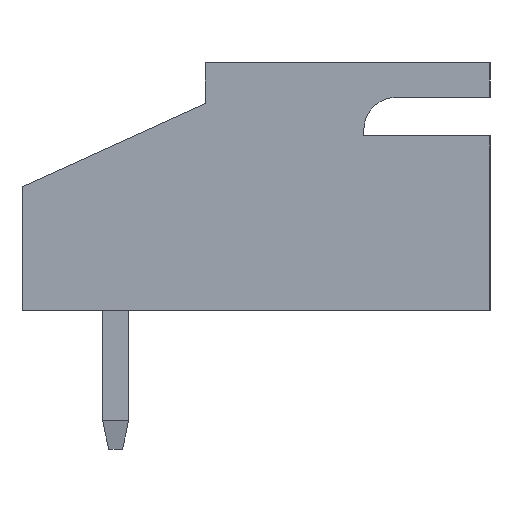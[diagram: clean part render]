
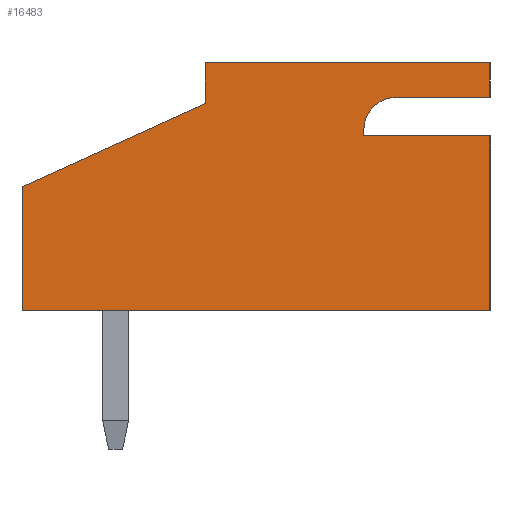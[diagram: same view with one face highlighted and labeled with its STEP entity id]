
A CAD part, left-side view. The second image highlights one B-rep face of the part: STEP entity #16483.
In plain terms, the highlighted planar face has unit normal (-1, 0, 0).
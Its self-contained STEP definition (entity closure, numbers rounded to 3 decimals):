
#91 = VERTEX_POINT ( 'NONE', #15622 ) ;
#163 = CARTESIAN_POINT ( 'NONE',  ( -6.2, 1.25, 6.1 ) ) ;
#437 = VERTEX_POINT ( 'NONE', #13024 ) ;
#613 = AXIS2_PLACEMENT_3D ( 'NONE', #6989, #8479, #14156 ) ;
#720 = DIRECTION ( 'NONE',  ( 0., 0., -1. ) ) ;
#748 = DIRECTION ( 'NONE',  ( 0., 0., -1. ) ) ;
#1076 = CARTESIAN_POINT ( 'NONE',  ( -6.2, -5.75, 4.3 ) ) ;
#1600 = ORIENTED_EDGE ( 'NONE', *, *, #5901, .T. ) ;
#2034 = LINE ( 'NONE', #16001, #8495 ) ;
#2078 = ORIENTED_EDGE ( 'NONE', *, *, #15949, .T. ) ;
#2083 = CARTESIAN_POINT ( 'NONE',  ( -6.2, 5.75, 3.05 ) ) ;
#2088 = ORIENTED_EDGE ( 'NONE', *, *, #18123, .T. ) ;
#2183 = DIRECTION ( 'NONE',  ( 0., -1., 0. ) ) ;
#2727 = CIRCLE ( 'NONE', #15427, 0.8 ) ;
#2770 = EDGE_CURVE ( 'NONE', #91, #15289, #2969, .T. ) ;
#2785 = VECTOR ( 'NONE', #15640, 1000. ) ;
#2969 = LINE ( 'NONE', #15740, #2785 ) ;
#3466 = CARTESIAN_POINT ( 'NONE',  ( -6.2, -3.45, 5.25 ) ) ;
#3489 = CARTESIAN_POINT ( 'NONE',  ( -6.2, -2.65, 4.45 ) ) ;
#3769 = LINE ( 'NONE', #5438, #6157 ) ;
#3812 = ORIENTED_EDGE ( 'NONE', *, *, #8176, .T. ) ;
#3876 = LINE ( 'NONE', #15164, #13757 ) ;
#4758 = VERTEX_POINT ( 'NONE', #1076 ) ;
#4763 = CARTESIAN_POINT ( 'NONE',  ( -6.2, -2.65, 4.3 ) ) ;
#4802 = LINE ( 'NONE', #10449, #18177 ) ;
#5083 = DIRECTION ( 'NONE',  ( 0., -1., 0. ) ) ;
#5199 = EDGE_CURVE ( 'NONE', #4758, #7816, #10371, .T. ) ;
#5438 = CARTESIAN_POINT ( 'NONE',  ( -6.2, -5.75, 6.1 ) ) ;
#5447 = EDGE_CURVE ( 'NONE', #6375, #91, #3769, .T. ) ;
#5901 = EDGE_CURVE ( 'NONE', #4758, #8086, #8728, .T. ) ;
#6144 = ORIENTED_EDGE ( 'NONE', *, *, #13131, .T. ) ;
#6157 = VECTOR ( 'NONE', #5083, 1000. ) ;
#6182 = DIRECTION ( 'NONE',  ( 0., 0., 1. ) ) ;
#6375 = VERTEX_POINT ( 'NONE', #163 ) ;
#6525 = DIRECTION ( 'NONE',  ( 1., 0., 0. ) ) ;
#6601 = CARTESIAN_POINT ( 'NONE',  ( -6.2, -5.75, 0. ) ) ;
#6779 = EDGE_CURVE ( 'NONE', #437, #11531, #17552, .T. ) ;
#6989 = CARTESIAN_POINT ( 'NONE',  ( -6.2, -5.75, 6.1 ) ) ;
#7623 = CARTESIAN_POINT ( 'NONE',  ( -6.2, -5.75, 5.25 ) ) ;
#7667 = CARTESIAN_POINT ( 'NONE',  ( -6.2, -5.75, 0. ) ) ;
#7699 = DIRECTION ( 'NONE',  ( 0., 0.91, -0.415 ) ) ;
#7816 = VERTEX_POINT ( 'NONE', #6601 ) ;
#7883 = LINE ( 'NONE', #17738, #13649 ) ;
#8086 = VERTEX_POINT ( 'NONE', #16149 ) ;
#8176 = EDGE_CURVE ( 'NONE', #13528, #15289, #7883, .T. ) ;
#8412 = EDGE_CURVE ( 'NONE', #12534, #13528, #2727, .T. ) ;
#8479 = DIRECTION ( 'NONE',  ( 1., 0., 0. ) ) ;
#8495 = VECTOR ( 'NONE', #6182, 1000. ) ;
#8728 = LINE ( 'NONE', #4763, #9362 ) ;
#8952 = CARTESIAN_POINT ( 'NONE',  ( -6.2, -5.75, 6.1 ) ) ;
#9015 = VERTEX_POINT ( 'NONE', #9351 ) ;
#9351 = CARTESIAN_POINT ( 'NONE',  ( -6.2, 5.75, 0. ) ) ;
#9362 = VECTOR ( 'NONE', #10411, 1000. ) ;
#9405 = FACE_OUTER_BOUND ( 'NONE', #13811, .T. ) ;
#10103 = ORIENTED_EDGE ( 'NONE', *, *, #5447, .F. ) ;
#10116 = LINE ( 'NONE', #7667, #13529 ) ;
#10371 = LINE ( 'NONE', #8952, #13245 ) ;
#10411 = DIRECTION ( 'NONE',  ( 0., 1., 0. ) ) ;
#10449 = CARTESIAN_POINT ( 'NONE',  ( -6.2, 5.75, 6.1 ) ) ;
#10520 = ORIENTED_EDGE ( 'NONE', *, *, #17908, .T. ) ;
#10894 = CARTESIAN_POINT ( 'NONE',  ( -6.2, 5.75, 3.05 ) ) ;
#11478 = DIRECTION ( 'NONE',  ( 0., 0., -1. ) ) ;
#11531 = VERTEX_POINT ( 'NONE', #10894 ) ;
#12534 = VERTEX_POINT ( 'NONE', #3489 ) ;
#13024 = CARTESIAN_POINT ( 'NONE',  ( -6.2, 1.25, 5.1 ) ) ;
#13131 = EDGE_CURVE ( 'NONE', #6375, #437, #3876, .T. ) ;
#13245 = VECTOR ( 'NONE', #748, 1000. ) ;
#13528 = VERTEX_POINT ( 'NONE', #3466 ) ;
#13529 = VECTOR ( 'NONE', #16293, 1000. ) ;
#13592 = DIRECTION ( 'NONE',  ( 0., 0., 1. ) ) ;
#13634 = ORIENTED_EDGE ( 'NONE', *, *, #8412, .T. ) ;
#13649 = VECTOR ( 'NONE', #2183, 1000. ) ;
#13757 = VECTOR ( 'NONE', #11478, 1000. ) ;
#13811 = EDGE_LOOP ( 'NONE', ( #6144, #16141, #2078, #10520, #18122, #1600, #2088, #13634, #3812, #17584, #10103 ) ) ;
#14156 = DIRECTION ( 'NONE',  ( 0., 0., -1. ) ) ;
#15061 = CARTESIAN_POINT ( 'NONE',  ( -6.2, -3.45, 4.45 ) ) ;
#15164 = CARTESIAN_POINT ( 'NONE',  ( -6.2, 1.25, 5.1 ) ) ;
#15289 = VERTEX_POINT ( 'NONE', #7623 ) ;
#15427 = AXIS2_PLACEMENT_3D ( 'NONE', #15061, #6525, #13592 ) ;
#15622 = CARTESIAN_POINT ( 'NONE',  ( -6.2, -5.75, 6.1 ) ) ;
#15640 = DIRECTION ( 'NONE',  ( 0., 0., -1. ) ) ;
#15740 = CARTESIAN_POINT ( 'NONE',  ( -6.2, -5.75, 6.1 ) ) ;
#15949 = EDGE_CURVE ( 'NONE', #11531, #9015, #4802, .T. ) ;
#16001 = CARTESIAN_POINT ( 'NONE',  ( -6.2, -2.65, 4.45 ) ) ;
#16141 = ORIENTED_EDGE ( 'NONE', *, *, #6779, .T. ) ;
#16149 = CARTESIAN_POINT ( 'NONE',  ( -6.2, -2.65, 4.3 ) ) ;
#16287 = VECTOR ( 'NONE', #7699, 1000. ) ;
#16293 = DIRECTION ( 'NONE',  ( 0., -1., 0. ) ) ;
#16483 = ADVANCED_FACE ( 'NONE', ( #9405 ), #17792, .F. ) ;
#17552 = LINE ( 'NONE', #2083, #16287 ) ;
#17584 = ORIENTED_EDGE ( 'NONE', *, *, #2770, .F. ) ;
#17738 = CARTESIAN_POINT ( 'NONE',  ( -6.2, -5.75, 5.25 ) ) ;
#17792 = PLANE ( 'NONE',  #613 ) ;
#17908 = EDGE_CURVE ( 'NONE', #9015, #7816, #10116, .T. ) ;
#18122 = ORIENTED_EDGE ( 'NONE', *, *, #5199, .F. ) ;
#18123 = EDGE_CURVE ( 'NONE', #8086, #12534, #2034, .T. ) ;
#18177 = VECTOR ( 'NONE', #720, 1000. ) ;
